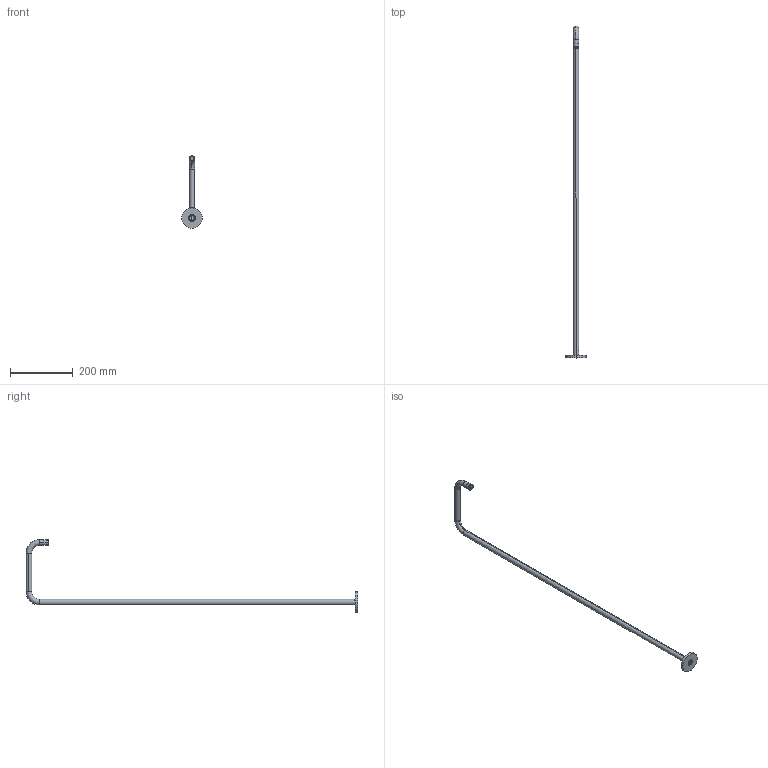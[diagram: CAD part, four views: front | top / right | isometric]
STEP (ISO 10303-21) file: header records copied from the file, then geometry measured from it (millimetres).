
FILE_DESCRIPTION (( 'STEP AP214' ), '1' );
FILE_NAME ('BIC.0006.H.STEP', '2022-11-08T10:16:55', ( 'Solid' ), ( '' ), 'SwSTEP 2.0', 'SolidWorks 2019', '' );
FILE_SCHEMA (( 'AUTOMOTIVE_DESIGN' ));
Length unit declared in the file: millimetre
Products named in the file (4): BICA H CHAO; 0001-ESPELHO_Ø70_BICA_LAVATÓRIO_DE_TETO_000000000000; 011101102300; BIC.0006.H
Assembly tree (3 placements, depth 2):
  BIC.0006.H
    0001-ESPELHO_Ø70_BICA_LAVATÓRIO_DE_TETO_000000000000
    BICA H CHAO
    011101102300
Bounding box: 65 x 1059 x 231.5 mm (x, y, z)
Volume: 124532.2 mm3; surface area: 140909 mm2
Topology: 3 solids, 3 shells, 117 faces, 282 edges, 179 vertices
Faces by surface type: plane 47, cylinder 42, cone 18, torus 10
Entity records: 3641 total; most frequent: DIRECTION 682, CARTESIAN_POINT 582, ORIENTED_EDGE 560, EDGE_CURVE 280, AXIS2_PLACEMENT_3D 279, VERTEX_POINT 179, CIRCLE 156, EDGE_LOOP 131
